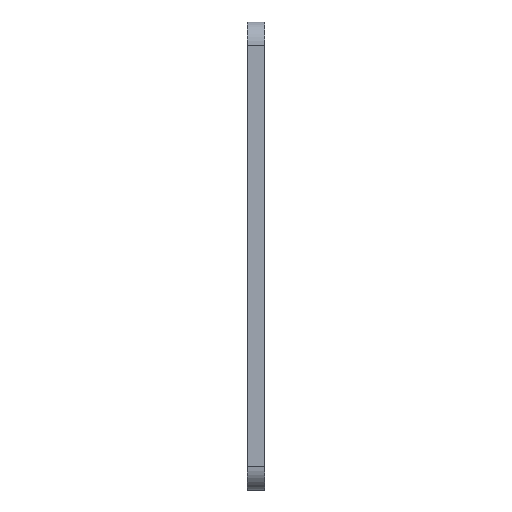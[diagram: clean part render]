
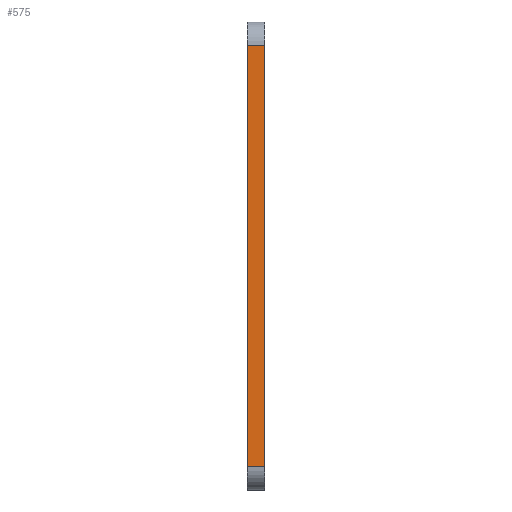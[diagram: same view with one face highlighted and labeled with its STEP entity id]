
A CAD part, left-side view. The second image highlights one B-rep face of the part: STEP entity #575.
In plain terms, the highlighted planar face has unit normal (-1, 0, 0).
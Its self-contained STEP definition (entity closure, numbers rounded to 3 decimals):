
#13 = VERTEX_POINT ( 'NONE', #1485 ) ;
#387 = LINE ( 'NONE', #1050, #1138 ) ;
#406 = LINE ( 'NONE', #2913, #2806 ) ;
#436 = VERTEX_POINT ( 'NONE', #1835 ) ;
#575 = ADVANCED_FACE ( 'NONE', ( #906 ), #2502, .F. ) ;
#613 = CARTESIAN_POINT ( 'NONE',  ( -225., 15., 180. ) ) ;
#736 = AXIS2_PLACEMENT_3D ( 'NONE', #2754, #1159, #1147 ) ;
#748 = VECTOR ( 'NONE', #1019, 1000. ) ;
#858 = DIRECTION ( 'NONE',  ( 0., 0., 1. ) ) ;
#873 = CARTESIAN_POINT ( 'NONE',  ( -225., 15., -180. ) ) ;
#906 = FACE_OUTER_BOUND ( 'NONE', #2318, .T. ) ;
#1019 = DIRECTION ( 'NONE',  ( 0., 1., 0. ) ) ;
#1050 = CARTESIAN_POINT ( 'NONE',  ( -225., 0., 200. ) ) ;
#1083 = LINE ( 'NONE', #873, #1389 ) ;
#1138 = VECTOR ( 'NONE', #1295, 1000. ) ;
#1147 = DIRECTION ( 'NONE',  ( 0., 0., -1. ) ) ;
#1159 = DIRECTION ( 'NONE',  ( 1., 0., 0. ) ) ;
#1215 = ORIENTED_EDGE ( 'NONE', *, *, #2233, .F. ) ;
#1295 = DIRECTION ( 'NONE',  ( 0., 0., 1. ) ) ;
#1389 = VECTOR ( 'NONE', #2436, 1000. ) ;
#1485 = CARTESIAN_POINT ( 'NONE',  ( -225., 0., 180. ) ) ;
#1664 = LINE ( 'NONE', #1924, #748 ) ;
#1774 = ORIENTED_EDGE ( 'NONE', *, *, #2127, .T. ) ;
#1835 = CARTESIAN_POINT ( 'NONE',  ( -225., 15., -180. ) ) ;
#1923 = CARTESIAN_POINT ( 'NONE',  ( -225., 0., -180. ) ) ;
#1924 = CARTESIAN_POINT ( 'NONE',  ( -225., 15., 180. ) ) ;
#2042 = EDGE_CURVE ( 'NONE', #13, #2267, #1664, .T. ) ;
#2075 = ORIENTED_EDGE ( 'NONE', *, *, #2042, .T. ) ;
#2127 = EDGE_CURVE ( 'NONE', #436, #2475, #1083, .T. ) ;
#2212 = EDGE_CURVE ( 'NONE', #2475, #13, #387, .T. ) ;
#2233 = EDGE_CURVE ( 'NONE', #436, #2267, #406, .T. ) ;
#2267 = VERTEX_POINT ( 'NONE', #613 ) ;
#2318 = EDGE_LOOP ( 'NONE', ( #1215, #1774, #2793, #2075 ) ) ;
#2436 = DIRECTION ( 'NONE',  ( 0., -1., 0. ) ) ;
#2475 = VERTEX_POINT ( 'NONE', #1923 ) ;
#2502 = PLANE ( 'NONE',  #736 ) ;
#2754 = CARTESIAN_POINT ( 'NONE',  ( -225., 15., 200. ) ) ;
#2793 = ORIENTED_EDGE ( 'NONE', *, *, #2212, .T. ) ;
#2806 = VECTOR ( 'NONE', #858, 1000. ) ;
#2913 = CARTESIAN_POINT ( 'NONE',  ( -225., 15., 200. ) ) ;
